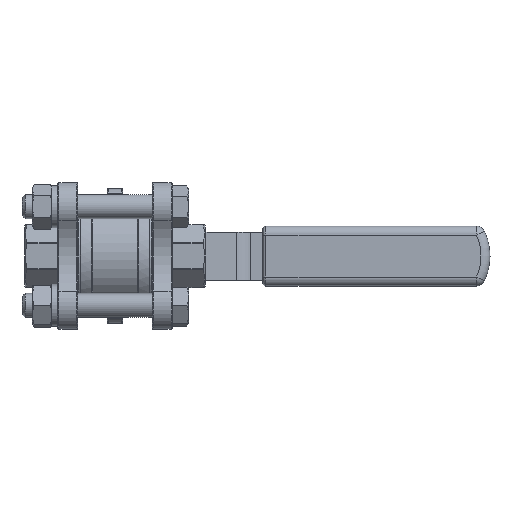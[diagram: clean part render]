
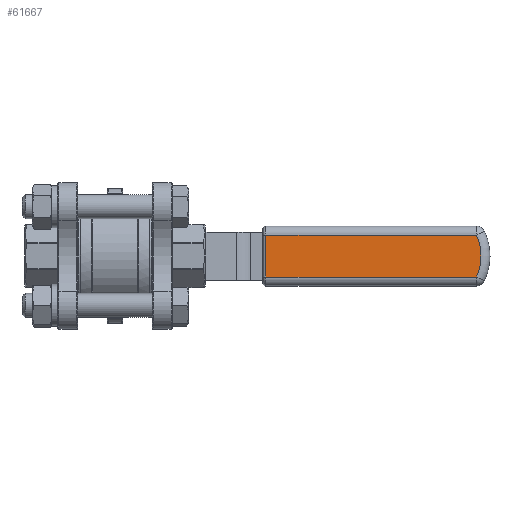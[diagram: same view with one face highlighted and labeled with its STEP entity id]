
A CAD part, front view. The second image highlights one B-rep face of the part: STEP entity #61667.
In plain terms, the highlighted planar face has unit normal (0, -1, 0).
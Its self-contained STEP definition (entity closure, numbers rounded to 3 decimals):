
#6096 = EDGE_LOOP ( 'NONE', ( #9776, #9777, #9781, #9783 ) ) ;
#7963 = VERTEX_POINT ( 'NONE', #31866 ) ;
#7964 = VERTEX_POINT ( 'NONE', #31868 ) ;
#7965 = VERTEX_POINT ( 'NONE', #31847 ) ;
#7966 = VERTEX_POINT ( 'NONE', #31788 ) ;
#9776 = ORIENTED_EDGE ( 'NONE', *, *, #57981, .T. ) ;
#9777 = ORIENTED_EDGE ( 'NONE', *, *, #51815, .T. ) ;
#9781 = ORIENTED_EDGE ( 'NONE', *, *, #51740, .T. ) ;
#9783 = ORIENTED_EDGE ( 'NONE', *, *, #51593, .T. ) ;
#10118 = LINE ( 'NONE', #19798, #10127 ) ;
#10127 = VECTOR ( 'NONE', #19799, 1000. ) ;
#11531 = CIRCLE ( 'NONE', #33481, 16.5 ) ;
#15703 = AXIS2_PLACEMENT_3D ( 'NONE', #39102, #39103, #39104 ) ;
#19798 = CARTESIAN_POINT ( 'NONE',  ( 125., 58.8, 7. ) ) ;
#19799 = DIRECTION ( 'NONE',  ( -1., 0., 0. ) ) ;
#20437 = CARTESIAN_POINT ( 'NONE',  ( 105.5, 58.8, 0. ) ) ;
#20438 = DIRECTION ( 'NONE',  ( 0., -1., 0. ) ) ;
#20439 = DIRECTION ( 'NONE',  ( -1., 0., 0. ) ) ;
#20715 = CARTESIAN_POINT ( 'NONE',  ( 125., 58.8, -7. ) ) ;
#20716 = DIRECTION ( 'NONE',  ( 1., 0., 0. ) ) ;
#24892 = CARTESIAN_POINT ( 'NONE',  ( 50.314, 58.8, 87.965 ) ) ;
#24893 = DIRECTION ( 'NONE',  ( 0., 0., -1. ) ) ;
#31788 = CARTESIAN_POINT ( 'NONE',  ( 120.442, 58.8, 7. ) ) ;
#31847 = CARTESIAN_POINT ( 'NONE',  ( 120.442, 58.8, -7. ) ) ;
#31866 = CARTESIAN_POINT ( 'NONE',  ( 50.314, 58.8, 7. ) ) ;
#31868 = CARTESIAN_POINT ( 'NONE',  ( 50.314, 58.8, -7. ) ) ;
#33481 = AXIS2_PLACEMENT_3D ( 'NONE', #20437, #20438, #20439 ) ;
#36058 = FACE_OUTER_BOUND ( 'NONE', #6096, .T. ) ;
#39100 = PLANE ( 'NONE',  #15703 ) ;
#39102 = CARTESIAN_POINT ( 'NONE',  ( 125., 58.8, 87.965 ) ) ;
#39103 = DIRECTION ( 'NONE',  ( 0., 1., 0. ) ) ;
#39104 = DIRECTION ( 'NONE',  ( -1., 0., 0. ) ) ;
#40536 = LINE ( 'NONE', #24892, #40537 ) ;
#40537 = VECTOR ( 'NONE', #24893, 1000. ) ;
#51593 = EDGE_CURVE ( 'NONE', #7966, #7963, #10118, .T. ) ;
#51740 = EDGE_CURVE ( 'NONE', #7965, #7966, #11531, .T. ) ;
#51815 = EDGE_CURVE ( 'NONE', #7964, #7965, #55255, .T. ) ;
#55253 = VECTOR ( 'NONE', #20716, 1000. ) ;
#55255 = LINE ( 'NONE', #20715, #55253 ) ;
#57981 = EDGE_CURVE ( 'NONE', #7963, #7964, #40536, .T. ) ;
#61667 = ADVANCED_FACE ( 'NONE', ( #36058 ), #39100, .F. ) ;
